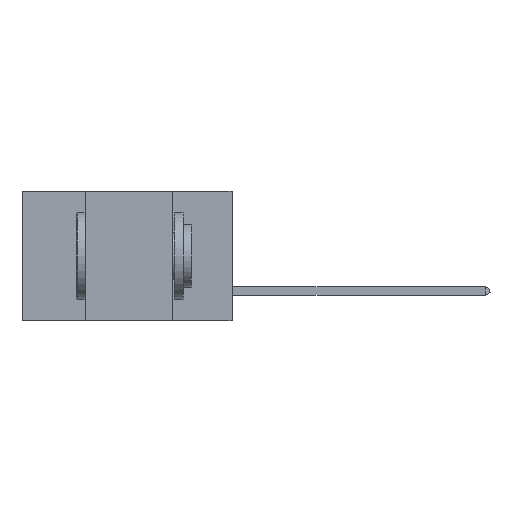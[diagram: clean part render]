
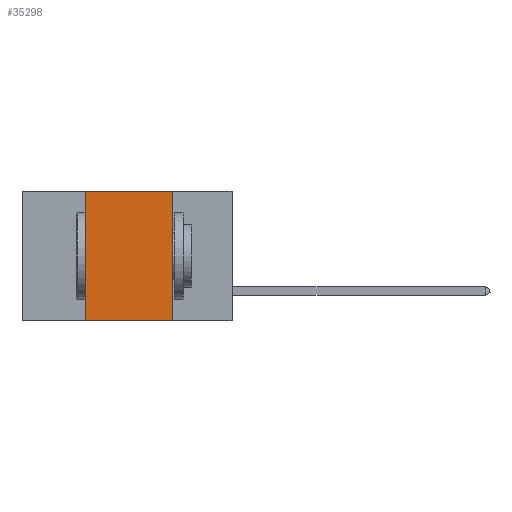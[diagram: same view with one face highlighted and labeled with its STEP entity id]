
A CAD part, left-side view. The second image highlights one B-rep face of the part: STEP entity #35298.
In plain terms, the highlighted planar face has unit normal (-1, 0, 0).
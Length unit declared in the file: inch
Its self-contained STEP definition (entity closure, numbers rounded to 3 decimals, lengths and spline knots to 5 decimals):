
#1739 = LINE ( 'NONE', #33864, #8823 ) ;
#2087 = DIRECTION ( 'NONE',  ( 0., 0., -1. ) ) ;
#3886 = CARTESIAN_POINT ( 'NONE',  ( 0., 0.17, 0. ) ) ;
#3892 = PLANE ( 'NONE',  #21016 ) ;
#4716 = VERTEX_POINT ( 'NONE', #8830 ) ;
#6619 = CARTESIAN_POINT ( 'NONE',  ( 0., 0.6, 0. ) ) ;
#6914 = EDGE_LOOP ( 'NONE', ( #34260, #10072, #15266, #12546 ) ) ;
#8823 = VECTOR ( 'NONE', #16984, 39.37008 ) ;
#8830 = CARTESIAN_POINT ( 'NONE',  ( 0., 0.42, -0.37 ) ) ;
#9573 = CARTESIAN_POINT ( 'NONE',  ( 0., 0.17, -0.37 ) ) ;
#10072 = ORIENTED_EDGE ( 'NONE', *, *, #13201, .F. ) ;
#10231 = CARTESIAN_POINT ( 'NONE',  ( 0., 0.42, 0. ) ) ;
#12391 = VECTOR ( 'NONE', #19649, 39.37008 ) ;
#12546 = ORIENTED_EDGE ( 'NONE', *, *, #25836, .T. ) ;
#12882 = VECTOR ( 'NONE', #24914, 39.37008 ) ;
#13201 = EDGE_CURVE ( 'NONE', #25258, #20208, #19936, .T. ) ;
#15266 = ORIENTED_EDGE ( 'NONE', *, *, #26963, .F. ) ;
#15390 = VECTOR ( 'NONE', #2087, 39.37008 ) ;
#16984 = DIRECTION ( 'NONE',  ( 0., 0., 1. ) ) ;
#19532 = CARTESIAN_POINT ( 'NONE',  ( 0., 0.6, 0. ) ) ;
#19649 = DIRECTION ( 'NONE',  ( 0., -1., 0. ) ) ;
#19936 = LINE ( 'NONE', #19532, #12391 ) ;
#20208 = VERTEX_POINT ( 'NONE', #3886 ) ;
#20906 = EDGE_CURVE ( 'NONE', #20208, #33337, #23786, .T. ) ;
#21016 = AXIS2_PLACEMENT_3D ( 'NONE', #6619, #35500, #35012 ) ;
#21726 = CARTESIAN_POINT ( 'NONE',  ( 0., 0.6, -0.37 ) ) ;
#23786 = LINE ( 'NONE', #28007, #15390 ) ;
#24673 = FACE_OUTER_BOUND ( 'NONE', #6914, .T. ) ;
#24914 = DIRECTION ( 'NONE',  ( 0., -1., 0. ) ) ;
#25258 = VERTEX_POINT ( 'NONE', #10231 ) ;
#25836 = EDGE_CURVE ( 'NONE', #4716, #33337, #26152, .T. ) ;
#26152 = LINE ( 'NONE', #21726, #12882 ) ;
#26963 = EDGE_CURVE ( 'NONE', #4716, #25258, #1739, .T. ) ;
#28007 = CARTESIAN_POINT ( 'NONE',  ( 0., 0.17, 0. ) ) ;
#33337 = VERTEX_POINT ( 'NONE', #9573 ) ;
#33864 = CARTESIAN_POINT ( 'NONE',  ( 0., 0.42, 0. ) ) ;
#34260 = ORIENTED_EDGE ( 'NONE', *, *, #20906, .F. ) ;
#35012 = DIRECTION ( 'NONE',  ( 0., 0., -1. ) ) ;
#35298 = ADVANCED_FACE ( 'NONE', ( #24673 ), #3892, .F. ) ;
#35500 = DIRECTION ( 'NONE',  ( 1., 0., 0. ) ) ;
